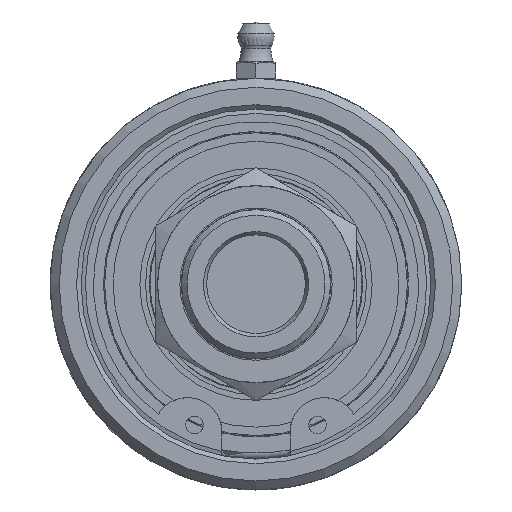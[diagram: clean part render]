
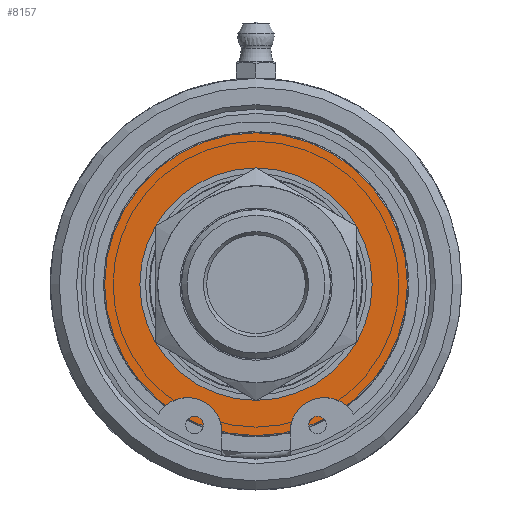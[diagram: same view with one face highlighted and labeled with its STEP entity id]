
A CAD part, left-side view. The second image highlights one B-rep face of the part: STEP entity #8157.
In plain terms, the highlighted planar face has unit normal (-1, 0, 0).
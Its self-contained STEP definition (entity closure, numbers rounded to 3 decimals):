
#1663=FACE_BOUND('',#2219,.T.);
#1727=FACE_OUTER_BOUND('',#2218,.T.);
#2218=EDGE_LOOP('',(#5251,#5252));
#2219=EDGE_LOOP('',(#5253,#5254));
#2787=CIRCLE('',#8697,26.85);
#2788=CIRCLE('',#8698,26.85);
#2790=CIRCLE('',#8701,20.6);
#2791=CIRCLE('',#8702,20.6);
#3132=VERTEX_POINT('',#11556);
#3133=VERTEX_POINT('',#11558);
#3134=VERTEX_POINT('',#11563);
#3135=VERTEX_POINT('',#11564);
#3975=EDGE_CURVE('',#3132,#3133,#2787,.T.);
#3976=EDGE_CURVE('',#3133,#3132,#2788,.T.);
#3978=EDGE_CURVE('',#3134,#3135,#2790,.T.);
#3979=EDGE_CURVE('',#3135,#3134,#2791,.T.);
#5251=ORIENTED_EDGE('',*,*,#3976,.F.);
#5252=ORIENTED_EDGE('',*,*,#3975,.F.);
#5253=ORIENTED_EDGE('',*,*,#3978,.T.);
#5254=ORIENTED_EDGE('',*,*,#3979,.T.);
#7750=PLANE('',#8700);
#8157=ADVANCED_FACE('',(#1727,#1663),#7750,.T.);
#8697=AXIS2_PLACEMENT_3D('',#11559,#9528,#9529);
#8698=AXIS2_PLACEMENT_3D('',#11560,#9530,#9531);
#8700=AXIS2_PLACEMENT_3D('',#11562,#9534,#9535);
#8701=AXIS2_PLACEMENT_3D('',#11565,#9536,#9537);
#8702=AXIS2_PLACEMENT_3D('',#11566,#9538,#9539);
#9528=DIRECTION('center_axis',(1.,0.,0.));
#9529=DIRECTION('ref_axis',(0.,-1.,0.));
#9530=DIRECTION('center_axis',(1.,0.,0.));
#9531=DIRECTION('ref_axis',(0.,-1.,0.));
#9534=DIRECTION('center_axis',(-1.,0.,0.));
#9535=DIRECTION('ref_axis',(0.,1.,0.));
#9536=DIRECTION('center_axis',(1.,0.,0.));
#9537=DIRECTION('ref_axis',(0.,-1.,0.));
#9538=DIRECTION('center_axis',(1.,0.,0.));
#9539=DIRECTION('ref_axis',(0.,-1.,0.));
#11556=CARTESIAN_POINT('',(38.9,26.85,0.));
#11558=CARTESIAN_POINT('',(38.9,-26.85,0.));
#11559=CARTESIAN_POINT('Origin',(38.9,0.,0.));
#11560=CARTESIAN_POINT('Origin',(38.9,0.,0.));
#11562=CARTESIAN_POINT('Origin',(38.9,-23.725,0.));
#11563=CARTESIAN_POINT('',(38.9,-20.6,0.));
#11564=CARTESIAN_POINT('',(38.9,20.6,0.));
#11565=CARTESIAN_POINT('Origin',(38.9,0.,0.));
#11566=CARTESIAN_POINT('Origin',(38.9,0.,0.));
